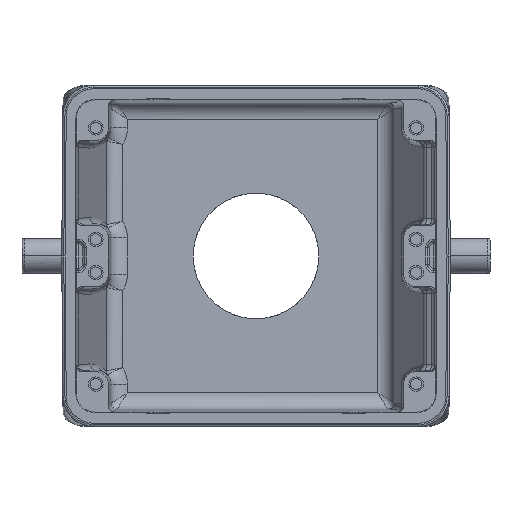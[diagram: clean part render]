
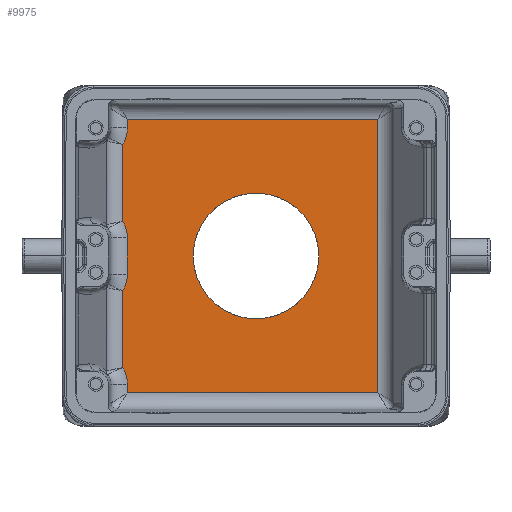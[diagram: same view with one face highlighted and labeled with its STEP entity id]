
A CAD part, front view. The second image highlights one B-rep face of the part: STEP entity #9975.
In plain terms, the highlighted planar face has unit normal (0, -1, 0).
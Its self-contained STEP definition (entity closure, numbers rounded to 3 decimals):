
#1374=CARTESIAN_POINT('',(-38.75,40.,-31.));
#1375=DIRECTION('',(0.,-1.,0.));
#1376=DIRECTION('',(1.,0.,0.));
#1377=AXIS2_PLACEMENT_3D('',#1374,#1375,#1376);
#1379=CARTESIAN_POINT('',(-38.75,40.,-4.4));
#1380=DIRECTION('',(0.,-1.,0.));
#1381=DIRECTION('',(0.853,0.,-0.521));
#1382=AXIS2_PLACEMENT_3D('',#1379,#1380,#1381);
#1384=CARTESIAN_POINT('',(-38.75,40.,4.4));
#1385=DIRECTION('',(0.,-1.,0.));
#1386=DIRECTION('',(1.,0.,0.));
#1387=AXIS2_PLACEMENT_3D('',#1384,#1385,#1386);
#1389=CARTESIAN_POINT('',(-38.75,40.,31.));
#1390=DIRECTION('',(0.,-1.,0.));
#1391=DIRECTION('',(0.853,0.,-0.521));
#1392=AXIS2_PLACEMENT_3D('',#1389,#1390,#1391);
#1394=CARTESIAN_POINT('',(0.,40.,0.));
#1395=DIRECTION('',(0.,-1.,0.));
#1396=DIRECTION('',(1.,0.,0.));
#1397=AXIS2_PLACEMENT_3D('',#1394,#1395,#1396);
#1399=CARTESIAN_POINT('',(0.,40.,0.));
#1400=DIRECTION('',(0.,-1.,0.));
#1401=DIRECTION('',(-1.,0.,0.));
#1402=AXIS2_PLACEMENT_3D('',#1399,#1400,#1401);
#1419=DIRECTION('',(-1.,0.,0.));
#1420=VECTOR('',#1419,60.552);
#1421=CARTESIAN_POINT('',(29.448,40.,33.104));
#1422=LINE('',#1421,#1420);
#1452=DIRECTION('',(0.,0.,1.));
#1453=VECTOR('',#1452,66.208);
#1454=CARTESIAN_POINT('',(29.448,40.,-33.104));
#1455=LINE('',#1454,#1453);
#1485=DIRECTION('',(1.,0.,0.));
#1486=VECTOR('',#1485,60.552);
#1487=CARTESIAN_POINT('',(-31.104,40.,-33.104));
#1488=LINE('',#1487,#1486);
#3290=DIRECTION('',(0.,0.,-1.));
#3291=VECTOR('',#3290,8.8);
#3292=CARTESIAN_POINT('',(-31.104,40.,4.4));
#3293=LINE('',#3292,#3291);
#3618=DIRECTION('',(0.,0.,-1.));
#3619=VECTOR('',#3618,2.104);
#3620=CARTESIAN_POINT('',(-31.104,40.,-31.));
#3621=LINE('',#3620,#3619);
#3689=DIRECTION('',(0.,0.,-1.));
#3690=VECTOR('',#3689,18.63);
#3691=CARTESIAN_POINT('',(-32.225,40.,-8.385));
#3692=LINE('',#3691,#3690);
#3885=DIRECTION('',(0.,0.,-1.));
#3886=VECTOR('',#3885,18.63);
#3887=CARTESIAN_POINT('',(-32.225,40.,27.015));
#3888=LINE('',#3887,#3886);
#3900=DIRECTION('',(0.,0.,-1.));
#3901=VECTOR('',#3900,2.104);
#3902=CARTESIAN_POINT('',(-31.104,40.,33.104));
#3903=LINE('',#3902,#3901);
#7044=CARTESIAN_POINT('',(-15.2,40.,0.));
#7045=VERTEX_POINT('',#7044);
#7046=CARTESIAN_POINT('',(15.2,40.,0.));
#7047=VERTEX_POINT('',#7046);
#7048=CARTESIAN_POINT('',(29.448,40.,33.104));
#7049=CARTESIAN_POINT('',(-31.104,40.,33.104));
#7050=VERTEX_POINT('',#7048);
#7051=VERTEX_POINT('',#7049);
#7052=CARTESIAN_POINT('',(29.448,40.,-33.104));
#7053=VERTEX_POINT('',#7052);
#7054=CARTESIAN_POINT('',(-31.104,40.,-33.104));
#7055=VERTEX_POINT('',#7054);
#7056=CARTESIAN_POINT('',(-31.104,40.,-31.));
#7057=VERTEX_POINT('',#7056);
#7058=CARTESIAN_POINT('',(-32.225,40.,-27.015));
#7059=VERTEX_POINT('',#7058);
#7060=CARTESIAN_POINT('',(-32.225,40.,-8.385));
#7061=VERTEX_POINT('',#7060);
#7062=CARTESIAN_POINT('',(-31.104,40.,-4.4));
#7063=VERTEX_POINT('',#7062);
#7064=CARTESIAN_POINT('',(-31.104,40.,4.4));
#7065=VERTEX_POINT('',#7064);
#7066=CARTESIAN_POINT('',(-32.225,40.,8.385));
#7067=VERTEX_POINT('',#7066);
#7068=CARTESIAN_POINT('',(-32.225,40.,27.015));
#7069=VERTEX_POINT('',#7068);
#7070=CARTESIAN_POINT('',(-31.104,40.,31.));
#7071=VERTEX_POINT('',#7070);
#9940=CARTESIAN_POINT('',(32.925,40.,-37.75));
#9941=DIRECTION('',(0.,1.,0.));
#9942=DIRECTION('',(-1.,0.,0.));
#9943=AXIS2_PLACEMENT_3D('',#9940,#9941,#9942);
#9944=PLANE('',#9943);
#9946=ORIENTED_EDGE('',*,*,#9945,.F.);
#9948=ORIENTED_EDGE('',*,*,#9947,.F.);
#9950=ORIENTED_EDGE('',*,*,#9949,.F.);
#9952=ORIENTED_EDGE('',*,*,#9951,.F.);
#9954=ORIENTED_EDGE('',*,*,#9953,.T.);
#9956=ORIENTED_EDGE('',*,*,#9955,.F.);
#9958=ORIENTED_EDGE('',*,*,#9957,.T.);
#9960=ORIENTED_EDGE('',*,*,#9959,.F.);
#9962=ORIENTED_EDGE('',*,*,#9961,.T.);
#9964=ORIENTED_EDGE('',*,*,#9963,.F.);
#9966=ORIENTED_EDGE('',*,*,#9965,.T.);
#9968=ORIENTED_EDGE('',*,*,#9967,.F.);
#9969=EDGE_LOOP('',(#9946,#9948,#9950,#9952,#9954,#9956,#9958,#9960,#9962,#9964,
#9966,#9968));
#9970=FACE_OUTER_BOUND('',#9969,.F.);
#9971=ORIENTED_EDGE('',*,*,#9920,.T.);
#9972=ORIENTED_EDGE('',*,*,#9934,.T.);
#9973=EDGE_LOOP('',(#9971,#9972));
#9974=FACE_BOUND('',#9973,.F.);
#9975=ADVANCED_FACE('',(#9970,#9974),#9944,.F.);
#1378=CIRCLE('',#1377,7.646);
#1383=CIRCLE('',#1382,7.646);
#1388=CIRCLE('',#1387,7.646);
#1393=CIRCLE('',#1392,7.646);
#1398=CIRCLE('',#1397,15.2);
#1403=CIRCLE('',#1402,15.2);
#9920=EDGE_CURVE('',#7047,#7045,#1398,.T.);
#9934=EDGE_CURVE('',#7045,#7047,#1403,.T.);
#9945=EDGE_CURVE('',#7050,#7051,#1422,.T.);
#9947=EDGE_CURVE('',#7053,#7050,#1455,.T.);
#9949=EDGE_CURVE('',#7055,#7053,#1488,.T.);
#9951=EDGE_CURVE('',#7057,#7055,#3621,.T.);
#9953=EDGE_CURVE('',#7057,#7059,#1378,.T.);
#9955=EDGE_CURVE('',#7061,#7059,#3692,.T.);
#9957=EDGE_CURVE('',#7061,#7063,#1383,.T.);
#9959=EDGE_CURVE('',#7065,#7063,#3293,.T.);
#9961=EDGE_CURVE('',#7065,#7067,#1388,.T.);
#9963=EDGE_CURVE('',#7069,#7067,#3888,.T.);
#9965=EDGE_CURVE('',#7069,#7071,#1393,.T.);
#9967=EDGE_CURVE('',#7051,#7071,#3903,.T.);
